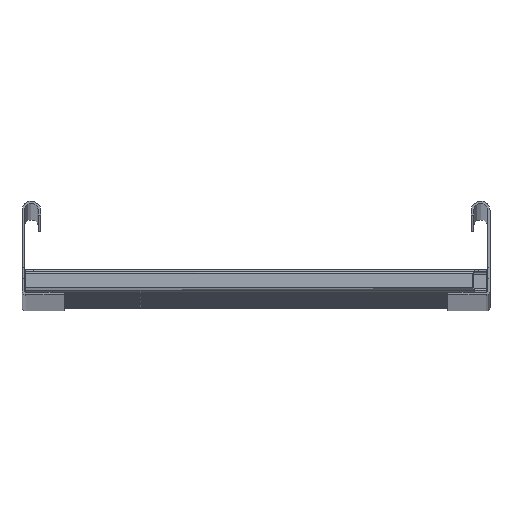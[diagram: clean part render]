
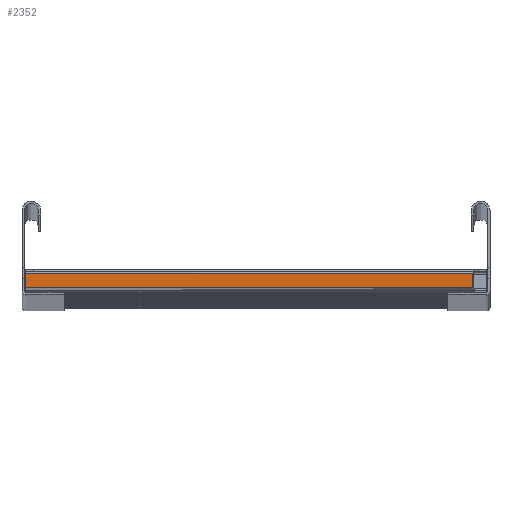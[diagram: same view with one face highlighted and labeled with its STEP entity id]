
A CAD part, top view. The second image highlights one B-rep face of the part: STEP entity #2352.
In plain terms, the highlighted face is planar.
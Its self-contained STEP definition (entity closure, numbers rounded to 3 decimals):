
#1788=CARTESIAN_POINT('',(0.,3.,286.34));
#1800=DIRECTION('',(0.,0.,1.));
#1801=VECTOR('',#1800,286.34);
#1802=CARTESIAN_POINT('',(0.,3.,0.));
#1803=LINE('',#1802,#1801);
#1880=DIRECTION('',(0.,-1.,0.));
#1881=VECTOR('',#1880,9.);
#1882=CARTESIAN_POINT('',(0.,12.,286.34));
#1883=LINE('',#1882,#1881);
#1884=DIRECTION('',(0.,1.,0.));
#1885=VECTOR('',#1884,9.);
#1886=CARTESIAN_POINT('',(0.,3.,0.));
#1887=LINE('',#1886,#1885);
#1888=DIRECTION('',(0.,0.,-1.));
#1889=VECTOR('',#1888,286.34);
#1890=CARTESIAN_POINT('',(0.,12.,286.34));
#1891=LINE('',#1890,#1889);
#1928=CARTESIAN_POINT('',(0.,12.,0.));
#1929=VERTEX_POINT('',#1928);
#1930=CARTESIAN_POINT('',(0.,3.,0.));
#1931=VERTEX_POINT('',#1930);
#1991=VERTEX_POINT('',#1788);
#1992=CARTESIAN_POINT('',(0.,12.,286.34));
#1993=VERTEX_POINT('',#1992);
#2340=CARTESIAN_POINT('',(0.,0.,-300.));
#2341=DIRECTION('',(-1.,0.,0.));
#2342=DIRECTION('',(0.,1.,0.));
#2343=AXIS2_PLACEMENT_3D('',#2340,#2341,#2342);
#2344=PLANE('',#2343);
#2346=ORIENTED_EDGE('',*,*,#2345,.F.);
#2347=ORIENTED_EDGE('',*,*,#2264,.T.);
#2348=ORIENTED_EDGE('',*,*,#2249,.F.);
#2349=ORIENTED_EDGE('',*,*,#2014,.T.);
#2350=EDGE_LOOP('',(#2346,#2347,#2348,#2349));
#2351=FACE_OUTER_BOUND('',#2350,.F.);
#2352=ADVANCED_FACE('',(#2351),#2344,.T.);
#2014=EDGE_CURVE('',#1931,#1929,#1887,.T.);
#2249=EDGE_CURVE('',#1931,#1991,#1803,.T.);
#2264=EDGE_CURVE('',#1993,#1991,#1883,.T.);
#2345=EDGE_CURVE('',#1993,#1929,#1891,.T.);
